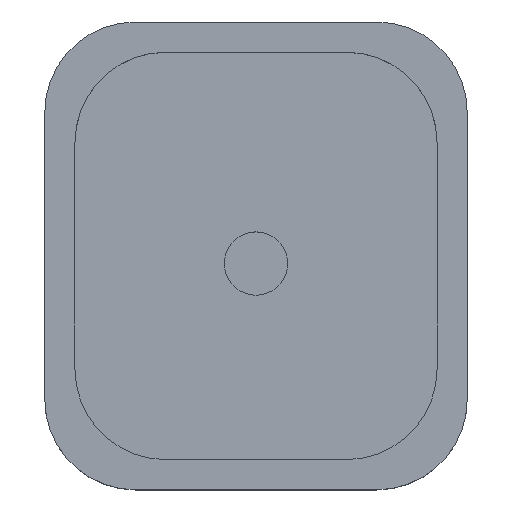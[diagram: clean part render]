
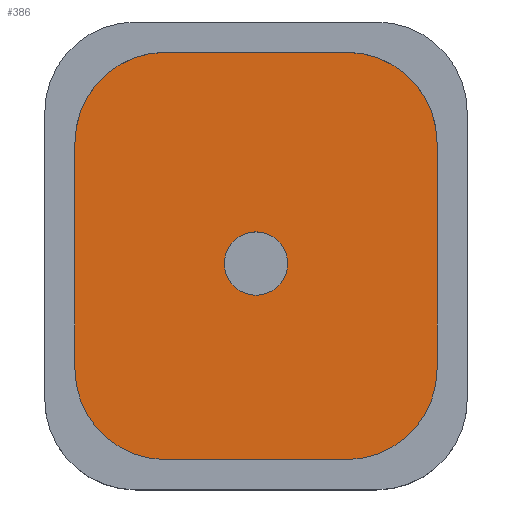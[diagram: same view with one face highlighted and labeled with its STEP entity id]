
A CAD part, top view. The second image highlights one B-rep face of the part: STEP entity #386.
In plain terms, the highlighted planar face has unit normal (0, 0, 1).
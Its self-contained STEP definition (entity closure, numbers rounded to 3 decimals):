
#17=FACE_BOUND('',#67,.T.);
#23=PLANE('',#437);
#41=FACE_OUTER_BOUND('',#66,.T.);
#66=EDGE_LOOP('',(#315,#316,#317,#318,#319,#320,#321,#322));
#67=EDGE_LOOP('',(#323));
#102=LINE('',#654,#136);
#103=LINE('',#658,#137);
#104=LINE('',#662,#138);
#105=LINE('',#665,#139);
#136=VECTOR('',#530,10.);
#137=VECTOR('',#533,10.);
#138=VECTOR('',#536,10.);
#139=VECTOR('',#539,10.);
#161=CIRCLE('',#436,15.);
#162=CIRCLE('',#438,15.);
#163=CIRCLE('',#439,15.);
#164=CIRCLE('',#440,15.);
#165=CIRCLE('',#441,5.25);
#193=VERTEX_POINT('',#647);
#194=VERTEX_POINT('',#648);
#195=VERTEX_POINT('',#653);
#196=VERTEX_POINT('',#655);
#197=VERTEX_POINT('',#657);
#198=VERTEX_POINT('',#659);
#199=VERTEX_POINT('',#661);
#200=VERTEX_POINT('',#663);
#201=VERTEX_POINT('',#666);
#237=EDGE_CURVE('',#193,#194,#161,.T.);
#240=EDGE_CURVE('',#195,#194,#102,.T.);
#241=EDGE_CURVE('',#195,#196,#162,.T.);
#242=EDGE_CURVE('',#197,#196,#103,.T.);
#243=EDGE_CURVE('',#197,#198,#163,.T.);
#244=EDGE_CURVE('',#199,#198,#104,.T.);
#245=EDGE_CURVE('',#199,#200,#164,.T.);
#246=EDGE_CURVE('',#193,#200,#105,.T.);
#247=EDGE_CURVE('',#201,#201,#165,.T.);
#315=ORIENTED_EDGE('',*,*,#237,.T.);
#316=ORIENTED_EDGE('',*,*,#240,.F.);
#317=ORIENTED_EDGE('',*,*,#241,.T.);
#318=ORIENTED_EDGE('',*,*,#242,.F.);
#319=ORIENTED_EDGE('',*,*,#243,.T.);
#320=ORIENTED_EDGE('',*,*,#244,.F.);
#321=ORIENTED_EDGE('',*,*,#245,.T.);
#322=ORIENTED_EDGE('',*,*,#246,.F.);
#323=ORIENTED_EDGE('',*,*,#247,.T.);
#386=ADVANCED_FACE('',(#41,#17),#23,.F.);
#436=AXIS2_PLACEMENT_3D('',#649,#524,#525);
#437=AXIS2_PLACEMENT_3D('',#652,#528,#529);
#438=AXIS2_PLACEMENT_3D('',#656,#531,#532);
#439=AXIS2_PLACEMENT_3D('',#660,#534,#535);
#440=AXIS2_PLACEMENT_3D('',#664,#537,#538);
#441=AXIS2_PLACEMENT_3D('',#667,#540,#541);
#524=DIRECTION('center_axis',(0.,0.,1.));
#525=DIRECTION('ref_axis',(-0.707,-0.707,0.));
#528=DIRECTION('center_axis',(0.,0.,-1.));
#529=DIRECTION('ref_axis',(-1.,0.,0.));
#530=DIRECTION('',(-1.,0.,0.));
#531=DIRECTION('center_axis',(0.,0.,1.));
#532=DIRECTION('ref_axis',(0.707,-0.707,0.));
#533=DIRECTION('',(0.,-1.,0.));
#534=DIRECTION('center_axis',(0.,0.,1.));
#535=DIRECTION('ref_axis',(0.707,0.707,0.));
#536=DIRECTION('',(1.,0.,0.));
#537=DIRECTION('center_axis',(0.,0.,1.));
#538=DIRECTION('ref_axis',(-0.707,0.707,0.));
#539=DIRECTION('',(0.,1.,0.));
#540=DIRECTION('center_axis',(0.,0.,-1.));
#541=DIRECTION('ref_axis',(-1.,0.,0.));
#647=CARTESIAN_POINT('',(75.,135.,-12.5));
#648=CARTESIAN_POINT('',(90.,120.,-12.5));
#649=CARTESIAN_POINT('Origin',(90.,135.,-12.5));
#652=CARTESIAN_POINT('Origin',(105.,153.75,-12.5));
#653=CARTESIAN_POINT('',(120.,120.,-12.5));
#654=CARTESIAN_POINT('',(135.,120.,-12.5));
#655=CARTESIAN_POINT('',(135.,135.,-12.5));
#656=CARTESIAN_POINT('Origin',(120.,135.,-12.5));
#657=CARTESIAN_POINT('',(135.,172.5,-12.5));
#658=CARTESIAN_POINT('',(135.,187.5,-12.5));
#659=CARTESIAN_POINT('',(120.,187.5,-12.5));
#660=CARTESIAN_POINT('Origin',(120.,172.5,-12.5));
#661=CARTESIAN_POINT('',(90.,187.5,-12.5));
#662=CARTESIAN_POINT('',(75.,187.5,-12.5));
#663=CARTESIAN_POINT('',(75.,172.5,-12.5));
#664=CARTESIAN_POINT('Origin',(90.,172.5,-12.5));
#665=CARTESIAN_POINT('',(75.,120.,-12.5));
#666=CARTESIAN_POINT('',(110.25,152.5,-12.5));
#667=CARTESIAN_POINT('Origin',(105.,152.5,-12.5));
